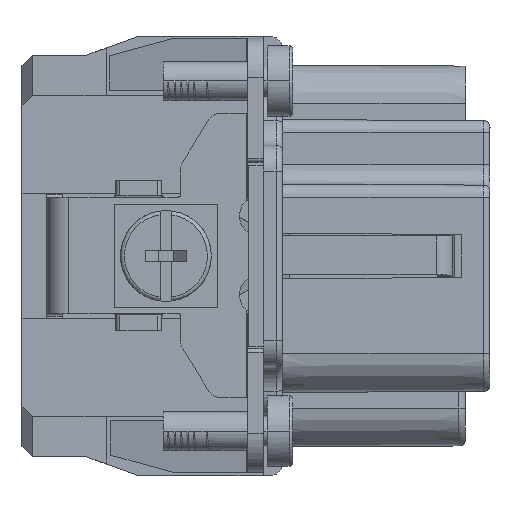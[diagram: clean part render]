
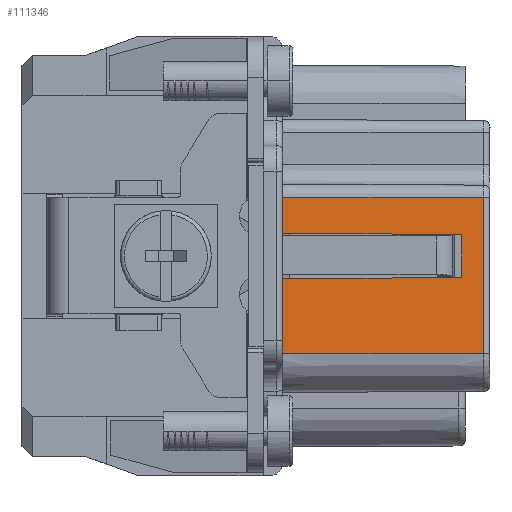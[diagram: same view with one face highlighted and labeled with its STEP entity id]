
A CAD part, left-side view. The second image highlights one B-rep face of the part: STEP entity #111346.
In plain terms, the highlighted planar face has unit normal (-1, -0.005, 0).
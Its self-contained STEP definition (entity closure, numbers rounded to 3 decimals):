
#22065=DIRECTION('',(0.,0.,1.));
#22066=VECTOR('',#22065,2.78);
#22067=CARTESIAN_POINT('',(-15.3,0.,1.77));
#22068=LINE('',#22067,#22066);
#22069=DIRECTION('',(0.,0.,1.));
#22070=VECTOR('',#22069,5.755);
#22071=CARTESIAN_POINT('',(-15.3,0.,-7.525));
#22072=LINE('',#22071,#22070);
#22461=DIRECTION('',(-0.005,1.,0.));
#22462=VECTOR('',#22461,15.503);
#22463=CARTESIAN_POINT('',(-15.219,-15.503,
-7.525));
#22464=LINE('',#22463,#22462);
#22469=DIRECTION('',(-0.005,1.,-0.009));
#22470=VECTOR('',#22469,13.801);
#22471=CARTESIAN_POINT('',(-15.228,-13.8,-1.65));
#22472=LINE('',#22471,#22470);
#22525=DIRECTION('',(-0.005,1.,0.009));
#22526=VECTOR('',#22525,13.801);
#22527=CARTESIAN_POINT('',(-15.228,-13.8,1.65));
#22528=LINE('',#22527,#22526);
#22597=DIRECTION('',(0.,0.,1.));
#22598=VECTOR('',#22597,3.3);
#22599=CARTESIAN_POINT('',(-15.228,-13.8,-1.65));
#22600=LINE('',#22599,#22598);
#24697=DIRECTION('',(0.,0.,-1.));
#24698=VECTOR('',#24697,12.075);
#24699=CARTESIAN_POINT('',(-15.219,-15.503,
4.55));
#24700=LINE('',#24699,#24698);
#24759=DIRECTION('',(0.005,-1.,0.));
#24760=VECTOR('',#24759,15.503);
#24761=CARTESIAN_POINT('',(-15.3,0.,4.55));
#24762=LINE('',#24761,#24760);
#74560=CARTESIAN_POINT('',(-15.3,0.,-7.525));
#74561=VERTEX_POINT('',#74560);
#74562=CARTESIAN_POINT('',(-15.3,0.,-1.77));
#74563=VERTEX_POINT('',#74562);
#74568=CARTESIAN_POINT('',(-15.3,0.,1.77));
#74569=VERTEX_POINT('',#74568);
#74570=CARTESIAN_POINT('',(-15.3,0.,4.55));
#74571=VERTEX_POINT('',#74570);
#75215=CARTESIAN_POINT('',(-15.219,-15.503,
4.55));
#75216=VERTEX_POINT('',#75215);
#75236=CARTESIAN_POINT('',(-15.228,-13.8,1.65));
#75238=VERTEX_POINT('',#75236);
#75239=CARTESIAN_POINT('',(-15.228,-13.8,-1.65));
#75240=VERTEX_POINT('',#75239);
#75241=CARTESIAN_POINT('',(-15.219,-15.503,
-7.525));
#75242=VERTEX_POINT('',#75241);
#111326=CARTESIAN_POINT('',(-15.3,0.,6.15));
#111327=DIRECTION('',(-1.,-0.005,0.));
#111328=DIRECTION('',(0.,0.,-1.));
#111329=AXIS2_PLACEMENT_3D('',#111326,#111327,#111328);
#111330=PLANE('',#111329);
#111331=ORIENTED_EDGE('',*,*,#110801,.T.);
#111333=ORIENTED_EDGE('',*,*,#111332,.F.);
#111335=ORIENTED_EDGE('',*,*,#111334,.T.);
#111337=ORIENTED_EDGE('',*,*,#111336,.T.);
#111338=ORIENTED_EDGE('',*,*,#110793,.T.);
#111340=ORIENTED_EDGE('',*,*,#111339,.T.);
#111342=ORIENTED_EDGE('',*,*,#111341,.T.);
#111343=ORIENTED_EDGE('',*,*,#111317,.T.);
#111344=EDGE_LOOP('',(#111331,#111333,#111335,#111337,#111338,#111340,#111342,
#111343));
#111345=FACE_OUTER_BOUND('',#111344,.F.);
#111346=ADVANCED_FACE('',(#111345),#111330,.T.);
#110793=EDGE_CURVE('',#74569,#74571,#22068,.T.);
#110801=EDGE_CURVE('',#74561,#74563,#22072,.T.);
#111317=EDGE_CURVE('',#75242,#74561,#22464,.T.);
#111332=EDGE_CURVE('',#75240,#74563,#22472,.T.);
#111334=EDGE_CURVE('',#75240,#75238,#22600,.T.);
#111336=EDGE_CURVE('',#75238,#74569,#22528,.T.);
#111339=EDGE_CURVE('',#74571,#75216,#24762,.T.);
#111341=EDGE_CURVE('',#75216,#75242,#24700,.T.);
